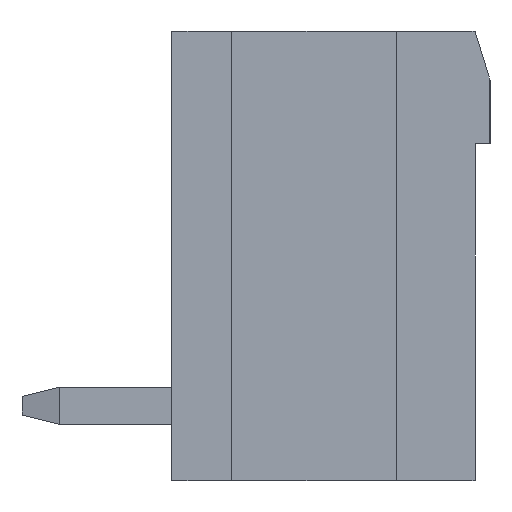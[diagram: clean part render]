
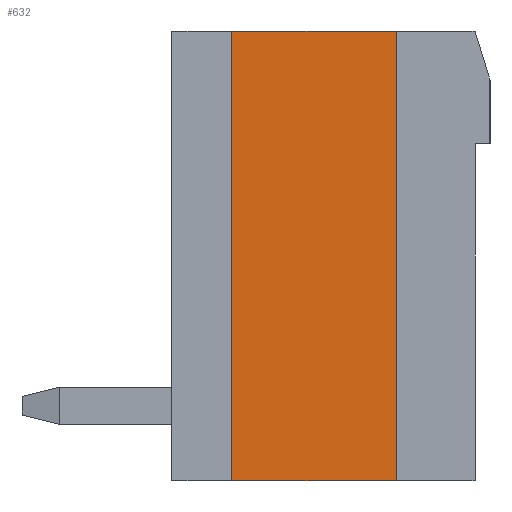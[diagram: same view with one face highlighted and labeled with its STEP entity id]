
A CAD part, left-side view. The second image highlights one B-rep face of the part: STEP entity #632.
In plain terms, the highlighted planar face has unit normal (-1, 0, 0).
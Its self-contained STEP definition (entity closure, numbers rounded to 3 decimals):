
#632 = ADVANCED_FACE( '', ( #1275 ), #1276, .T. );
#1275 = FACE_OUTER_BOUND( '', #1936, .T. );
#1276 = PLANE( '', #1937 );
#1936 = EDGE_LOOP( '', ( #3594, #3595, #3596, #3597 ) );
#1937 = AXIS2_PLACEMENT_3D( '', #3598, #3599, #3600 );
#3594 = ORIENTED_EDGE( '', *, *, #4698, .T. );
#3595 = ORIENTED_EDGE( '', *, *, #4177, .F. );
#3596 = ORIENTED_EDGE( '', *, *, #4466, .F. );
#3597 = ORIENTED_EDGE( '', *, *, #4276, .F. );
#3598 = CARTESIAN_POINT( '', ( -16.32, 2.45, -30.531 ) );
#3599 = DIRECTION( '', ( -1., 0., 0. ) );
#3600 = DIRECTION( '', ( 0., 0., 1. ) );
#4177 = EDGE_CURVE( '', #5053, #5055, #5056, .T. );
#4276 = EDGE_CURVE( '', #5225, #5227, #5228, .T. );
#4466 = EDGE_CURVE( '', #5227, #5053, #5517, .T. );
#4698 = EDGE_CURVE( '', #5225, #5055, #5816, .T. );
#5053 = VERTEX_POINT( '', #6417 );
#5055 = VERTEX_POINT( '', #6420 );
#5056 = LINE( '', #6421, #6422 );
#5225 = VERTEX_POINT( '', #6668 );
#5227 = VERTEX_POINT( '', #6671 );
#5228 = LINE( '', #6672, #6673 );
#5517 = LINE( '', #7180, #7181 );
#5816 = LINE( '', #7647, #7648 );
#6417 = CARTESIAN_POINT( '', ( -16.32, 2.45, 6. ) );
#6420 = CARTESIAN_POINT( '', ( -16.32, -1.95, 6. ) );
#6421 = CARTESIAN_POINT( '', ( -16.32, 2.45, 6. ) );
#6422 = VECTOR( '', #7895, 1000. );
#6668 = CARTESIAN_POINT( '', ( -16.32, -1.95, -6. ) );
#6671 = CARTESIAN_POINT( '', ( -16.32, 2.45, -6. ) );
#6672 = CARTESIAN_POINT( '', ( -16.32, 4.05, -6. ) );
#6673 = VECTOR( '', #7995, 1000. );
#7180 = CARTESIAN_POINT( '', ( -16.32, 2.45, -30.531 ) );
#7181 = VECTOR( '', #8163, 1000. );
#7647 = CARTESIAN_POINT( '', ( -16.32, -1.95, -30.531 ) );
#7648 = VECTOR( '', #8346, 1000. );
#7895 = DIRECTION( '', ( 0., -1., 0. ) );
#7995 = DIRECTION( '', ( 0., 1., 0. ) );
#8163 = DIRECTION( '', ( 0., 0., 1. ) );
#8346 = DIRECTION( '', ( 0., 0., 1. ) );
